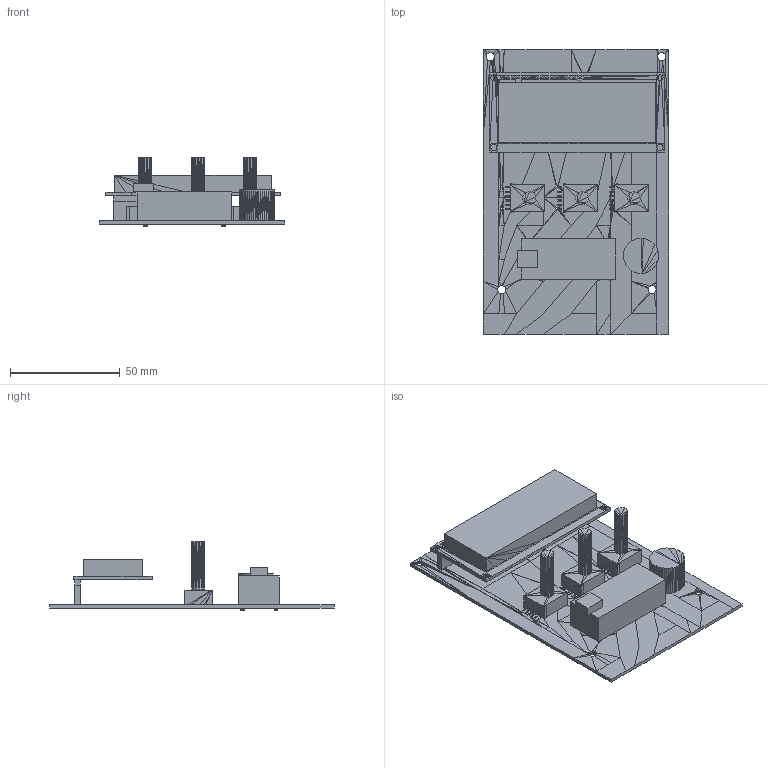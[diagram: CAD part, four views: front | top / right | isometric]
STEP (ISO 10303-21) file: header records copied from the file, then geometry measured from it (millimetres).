
FILE_DESCRIPTION(('HOOPS Exchange Step'),'2;1');
FILE_NAME('5438c19050208f19729b1a5dd9fe1bd920200328-3321-1e0376z.SLDASM.step','2020-03-28T05:21:59+00:00',('converter2'),('Unknown organisation'),'HOOPS Exchange 2019.2','HOOPS Exchange','Unknown authorisation');
FILE_SCHEMA( ('AUTOMOTIVE_DESIGN { 1 0 10303 214 1 1 1 1 }') );
Length unit declared in the file: inch
Products named in the file (11): board-1; female header-4; male header-2; LCD-3; pot-4; pot-6; pot-7; buzzer-2; Arduino-1; Default; 5438c19050208f19729b1a5dd9fe1bd920200328-3321-1e0376z
Assembly tree (10 placements, depth 3):
  5438c19050208f19729b1a5dd9fe1bd920200328-3321-1e0376z
    Default
      board-1
      female header-4
      male header-2
      LCD-3
      pot-4
      pot-6
      pot-7
      buzzer-2
      Arduino-1
Bounding box: 84.33 x 129.54 x 31.24 mm (x, y, z)
Volume: 55905.5 mm3; surface area: 39947.8 mm2
Topology: 8 solids, 9 shells, 7316 faces, 13468 edges, 6082 vertices
Faces by surface type: plane 7316
Entity records: 64934 total; most frequent: DIRECTION 14674, CARTESIAN_POINT 13419, AXIS2_PLACEMENT_3D 7337, PLANE 7316, POLY_LOOP 7316, FACE_OUTER_BOUND 7316, FACE_SURFACE 7316, DIMENSIONAL_EXPONENTS 22
